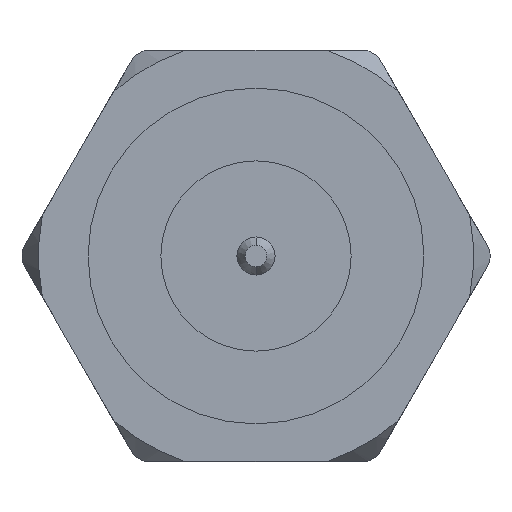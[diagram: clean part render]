
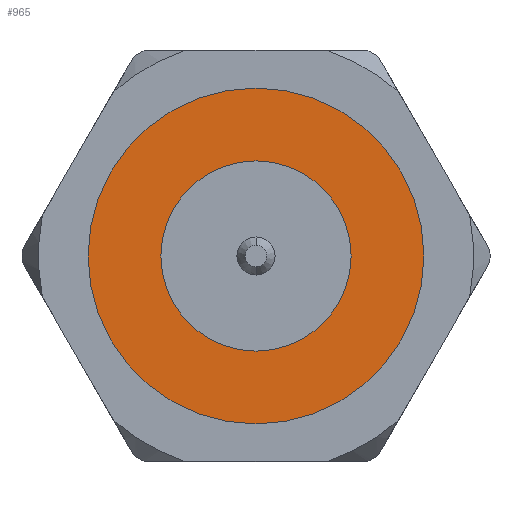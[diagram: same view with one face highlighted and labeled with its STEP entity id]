
A CAD part, front view. The second image highlights one B-rep face of the part: STEP entity #965.
In plain terms, the highlighted planar face has unit normal (0, -1, 0).
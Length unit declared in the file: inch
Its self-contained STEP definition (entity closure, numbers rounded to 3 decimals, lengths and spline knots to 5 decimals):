
#351 = EDGE_CURVE ( 'NONE', #555, #556, #1641, .T. ) ;
#547 = VERTEX_POINT ( 'NONE', #1977 ) ;
#555 = VERTEX_POINT ( 'NONE', #2110 ) ;
#556 = VERTEX_POINT ( 'NONE', #2109 ) ;
#583 = EDGE_CURVE ( 'NONE', #547, #584, #2015, .T. ) ;
#584 = VERTEX_POINT ( 'NONE', #2010 ) ;
#964 = EDGE_CURVE ( 'NONE', #584, #547, #2746, .T. ) ;
#965 = ADVANCED_FACE ( 'NONE', ( #2799, #2794 ), #2793, .T. ) ;
#966 = EDGE_LOOP ( 'NONE', ( #967, #969 ) ) ;
#967 = ORIENTED_EDGE ( 'NONE', *, *, #964, .F. ) ;
#969 = ORIENTED_EDGE ( 'NONE', *, *, #583, .F. ) ;
#970 = EDGE_LOOP ( 'NONE', ( #971, #973 ) ) ;
#971 = ORIENTED_EDGE ( 'NONE', *, *, #972, .T. ) ;
#972 = EDGE_CURVE ( 'NONE', #556, #555, #2788, .T. ) ;
#973 = ORIENTED_EDGE ( 'NONE', *, *, #351, .T. ) ;
#1637 = DIRECTION ( 'NONE',  ( 0., 0., -1. ) ) ;
#1638 = DIRECTION ( 'NONE',  ( 0., -1., 0. ) ) ;
#1639 = CARTESIAN_POINT ( 'NONE',  ( 0., 0.228, 0. ) ) ;
#1640 = AXIS2_PLACEMENT_3D ( 'NONE', #1639, #1638, #1637 ) ;
#1641 = CIRCLE ( 'NONE', #1640, 0.1765 ) ;
#1977 = CARTESIAN_POINT ( 'NONE',  ( 0., 0.228, 0.1 ) ) ;
#2010 = CARTESIAN_POINT ( 'NONE',  ( 0., 0.228, -0.1 ) ) ;
#2011 = DIRECTION ( 'NONE',  ( 0., 0., -1. ) ) ;
#2012 = DIRECTION ( 'NONE',  ( 0., -1., 0. ) ) ;
#2013 = CARTESIAN_POINT ( 'NONE',  ( 0., 0.228, 0. ) ) ;
#2014 = AXIS2_PLACEMENT_3D ( 'NONE', #2013, #2012, #2011 ) ;
#2015 = CIRCLE ( 'NONE', #2014, 0.1 ) ;
#2109 = CARTESIAN_POINT ( 'NONE',  ( 0., 0.228, -0.1765 ) ) ;
#2110 = CARTESIAN_POINT ( 'NONE',  ( 0., 0.228, 0.1765 ) ) ;
#2746 = CIRCLE ( 'NONE', #2798, 0.1 ) ;
#2784 = DIRECTION ( 'NONE',  ( 0., 0., -1. ) ) ;
#2785 = DIRECTION ( 'NONE',  ( 0., -1., 0. ) ) ;
#2786 = CARTESIAN_POINT ( 'NONE',  ( 0., 0.228, 0. ) ) ;
#2787 = AXIS2_PLACEMENT_3D ( 'NONE', #2786, #2785, #2784 ) ;
#2788 = CIRCLE ( 'NONE', #2787, 0.1765 ) ;
#2789 = DIRECTION ( 'NONE',  ( 0., 0., -1. ) ) ;
#2790 = DIRECTION ( 'NONE',  ( 0., -1., 0. ) ) ;
#2791 = CARTESIAN_POINT ( 'NONE',  ( 0., 0.228, 0. ) ) ;
#2792 = AXIS2_PLACEMENT_3D ( 'NONE', #2791, #2790, #2789 ) ;
#2793 = PLANE ( 'NONE',  #2792 ) ;
#2794 = FACE_OUTER_BOUND ( 'NONE', #970, .T. ) ;
#2795 = DIRECTION ( 'NONE',  ( 0., 0., -1. ) ) ;
#2796 = DIRECTION ( 'NONE',  ( 0., -1., 0. ) ) ;
#2797 = CARTESIAN_POINT ( 'NONE',  ( 0., 0.228, 0. ) ) ;
#2798 = AXIS2_PLACEMENT_3D ( 'NONE', #2797, #2796, #2795 ) ;
#2799 = FACE_BOUND ( 'NONE', #966, .T. ) ;
